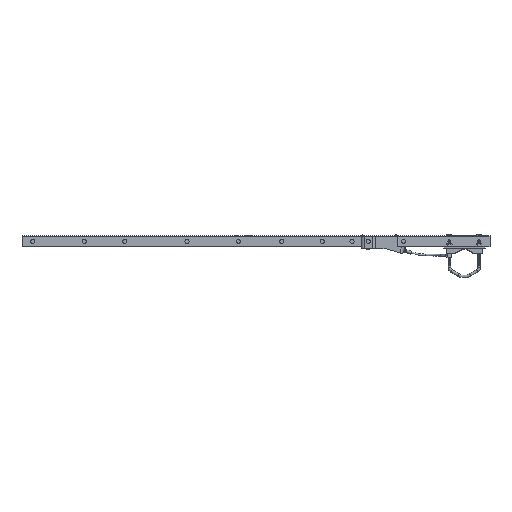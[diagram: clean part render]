
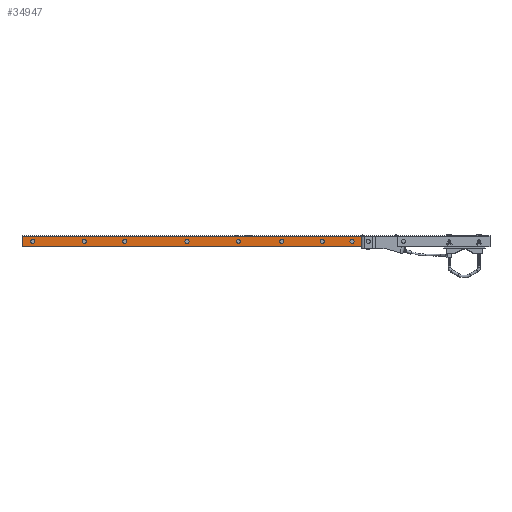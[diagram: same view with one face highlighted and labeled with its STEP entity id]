
A CAD part, front view. The second image highlights one B-rep face of the part: STEP entity #34947.
In plain terms, the highlighted planar face has unit normal (0, -1, 0).
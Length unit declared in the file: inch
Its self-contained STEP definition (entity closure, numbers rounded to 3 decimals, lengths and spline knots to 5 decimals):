
#386 = AXIS2_PLACEMENT_3D ( 'NONE', #29007, #10177, #32135 ) ;
#577 = FACE_BOUND ( 'NONE', #12345, .T. ) ;
#637 = DIRECTION ( 'NONE',  ( 0., 0., -1. ) ) ;
#1240 = DIRECTION ( 'NONE',  ( 0., 0., -1. ) ) ;
#1299 = ORIENTED_EDGE ( 'NONE', *, *, #2636, .F. ) ;
#1543 = FACE_BOUND ( 'NONE', #22627, .T. ) ;
#1838 = DIRECTION ( 'NONE',  ( 0., 0., -1. ) ) ;
#1918 = CARTESIAN_POINT ( 'NONE',  ( -11.9025, -0.5, -0.5 ) ) ;
#2201 = DIRECTION ( 'NONE',  ( 0., 0., -1. ) ) ;
#2450 = CARTESIAN_POINT ( 'NONE',  ( -33.75, -0.5, 0. ) ) ;
#2636 = EDGE_CURVE ( 'NONE', #23893, #23893, #9386, .T. ) ;
#2857 = PLANE ( 'NONE',  #4645 ) ;
#2906 = ORIENTED_EDGE ( 'NONE', *, *, #20755, .T. ) ;
#3101 = CARTESIAN_POINT ( 'NONE',  ( -11.9025, -0.5, 0.49 ) ) ;
#3890 = VERTEX_POINT ( 'NONE', #1918 ) ;
#3893 = CARTESIAN_POINT ( 'NONE',  ( -23.25, -0.5, -0.191 ) ) ;
#4204 = DIRECTION ( 'NONE',  ( 0., -1., 0. ) ) ;
#4572 = EDGE_LOOP ( 'NONE', ( #30040 ) ) ;
#4645 = AXIS2_PLACEMENT_3D ( 'NONE', #15673, #37680, #18896 ) ;
#4955 = CARTESIAN_POINT ( 'NONE',  ( -19.25, -0.5, -0.191 ) ) ;
#5219 = EDGE_LOOP ( 'NONE', ( #32356 ) ) ;
#5511 = DIRECTION ( 'NONE',  ( 0., 0., -1. ) ) ;
#5698 = EDGE_LOOP ( 'NONE', ( #1299 ) ) ;
#7760 = FACE_OUTER_BOUND ( 'NONE', #18806, .T. ) ;
#8563 = VERTEX_POINT ( 'NONE', #29756 ) ;
#8704 = FACE_BOUND ( 'NONE', #26269, .T. ) ;
#9090 = VECTOR ( 'NONE', #24251, 39.37008 ) ;
#9360 = LINE ( 'NONE', #20676, #33465 ) ;
#9386 = CIRCLE ( 'NONE', #386, 0.191 ) ;
#9622 = VERTEX_POINT ( 'NONE', #3101 ) ;
#9801 = EDGE_CURVE ( 'NONE', #12960, #12960, #26419, .T. ) ;
#10091 = LINE ( 'NONE', #14756, #9090 ) ;
#10177 = DIRECTION ( 'NONE',  ( 0., -1., 0. ) ) ;
#10319 = CARTESIAN_POINT ( 'NONE',  ( -43.25, -0.5, -0.5 ) ) ;
#11721 = ORIENTED_EDGE ( 'NONE', *, *, #18354, .F. ) ;
#12345 = EDGE_LOOP ( 'NONE', ( #23885 ) ) ;
#12434 = CIRCLE ( 'NONE', #28594, 0.191 ) ;
#12960 = VERTEX_POINT ( 'NONE', #29210 ) ;
#13047 = EDGE_CURVE ( 'NONE', #32681, #32681, #12434, .T. ) ;
#13329 = VERTEX_POINT ( 'NONE', #28634 ) ;
#13481 = AXIS2_PLACEMENT_3D ( 'NONE', #22904, #4204, #26066 ) ;
#13808 = CIRCLE ( 'NONE', #23866, 0.191 ) ;
#14019 = AXIS2_PLACEMENT_3D ( 'NONE', #35938, #17086, #39028 ) ;
#14619 = ORIENTED_EDGE ( 'NONE', *, *, #26752, .T. ) ;
#14756 = CARTESIAN_POINT ( 'NONE',  ( -43.25, -0.5, -0.5 ) ) ;
#14779 = CARTESIAN_POINT ( 'NONE',  ( -23.25, -0.5, 0. ) ) ;
#14827 = CARTESIAN_POINT ( 'NONE',  ( -15.5, -0.5, -0.191 ) ) ;
#15131 = CARTESIAN_POINT ( 'NONE',  ( -42.25, -0.5, -0.191 ) ) ;
#15215 = ORIENTED_EDGE ( 'NONE', *, *, #33369, .T. ) ;
#15418 = CIRCLE ( 'NONE', #39512, 0.191 ) ;
#15497 = CARTESIAN_POINT ( 'NONE',  ( -15.5, -0.5, 0. ) ) ;
#15673 = CARTESIAN_POINT ( 'NONE',  ( -43.25, -0.5, -0.5 ) ) ;
#15998 = FACE_BOUND ( 'NONE', #5698, .T. ) ;
#16109 = ORIENTED_EDGE ( 'NONE', *, *, #13047, .F. ) ;
#16725 = ORIENTED_EDGE ( 'NONE', *, *, #38528, .F. ) ;
#17086 = DIRECTION ( 'NONE',  ( 0., -1., 0. ) ) ;
#17129 = EDGE_CURVE ( 'NONE', #8563, #8563, #15418, .T. ) ;
#17687 = CIRCLE ( 'NONE', #31220, 0.191 ) ;
#17967 = DIRECTION ( 'NONE',  ( 0., 0., -1. ) ) ;
#18354 = EDGE_CURVE ( 'NONE', #20327, #20327, #17687, .T. ) ;
#18719 = DIRECTION ( 'NONE',  ( 0., 0., -1. ) ) ;
#18806 = EDGE_LOOP ( 'NONE', ( #16725, #15215, #27843, #2906 ) ) ;
#18896 = DIRECTION ( 'NONE',  ( 0., 0., -1. ) ) ;
#19823 = DIRECTION ( 'NONE',  ( 0., 1., 0. ) ) ;
#20327 = VERTEX_POINT ( 'NONE', #4955 ) ;
#20425 = DIRECTION ( 'NONE',  ( 0., -1., 0. ) ) ;
#20676 = CARTESIAN_POINT ( 'NONE',  ( -11.9025, -0.5, -0.5 ) ) ;
#20755 = EDGE_CURVE ( 'NONE', #32204, #3890, #10091, .T. ) ;
#21234 = VERTEX_POINT ( 'NONE', #35372 ) ;
#21479 = EDGE_CURVE ( 'NONE', #25195, #25195, #13808, .T. ) ;
#21983 = CIRCLE ( 'NONE', #31788, 0.191 ) ;
#22102 = EDGE_LOOP ( 'NONE', ( #11721 ) ) ;
#22276 = LINE ( 'NONE', #28299, #38942 ) ;
#22318 = CARTESIAN_POINT ( 'NONE',  ( -43.25, -0.5, 0.49 ) ) ;
#22627 = EDGE_LOOP ( 'NONE', ( #16109 ) ) ;
#22904 = CARTESIAN_POINT ( 'NONE',  ( -28., -0.5, 0. ) ) ;
#23866 = AXIS2_PLACEMENT_3D ( 'NONE', #15497, #37506, #18719 ) ;
#23885 = ORIENTED_EDGE ( 'NONE', *, *, #24462, .F. ) ;
#23893 = VERTEX_POINT ( 'NONE', #15131 ) ;
#24203 = DIRECTION ( 'NONE',  ( 0., -1., 0. ) ) ;
#24251 = DIRECTION ( 'NONE',  ( 1., 0., 0. ) ) ;
#24393 = FACE_BOUND ( 'NONE', #5219, .T. ) ;
#24462 = EDGE_CURVE ( 'NONE', #13329, #13329, #35399, .T. ) ;
#25195 = VERTEX_POINT ( 'NONE', #14827 ) ;
#25377 = FACE_BOUND ( 'NONE', #22102, .T. ) ;
#25457 = DIRECTION ( 'NONE',  ( -1., 0., 0. ) ) ;
#26000 = EDGE_CURVE ( 'NONE', #38977, #32204, #22276, .T. ) ;
#26066 = DIRECTION ( 'NONE',  ( 0., 0., -1. ) ) ;
#26269 = EDGE_LOOP ( 'NONE', ( #14619 ) ) ;
#26419 = CIRCLE ( 'NONE', #14019, 0.191 ) ;
#26752 = EDGE_CURVE ( 'NONE', #21234, #21234, #21983, .T. ) ;
#27685 = LINE ( 'NONE', #22318, #35070 ) ;
#27843 = ORIENTED_EDGE ( 'NONE', *, *, #26000, .T. ) ;
#28299 = CARTESIAN_POINT ( 'NONE',  ( -43.25, -0.5, -0.5 ) ) ;
#28594 = AXIS2_PLACEMENT_3D ( 'NONE', #14779, #36779, #17967 ) ;
#28634 = CARTESIAN_POINT ( 'NONE',  ( -28., -0.5, -0.191 ) ) ;
#28923 = CARTESIAN_POINT ( 'NONE',  ( -43.25, -0.5, 0.49 ) ) ;
#29007 = CARTESIAN_POINT ( 'NONE',  ( -42.25, -0.5, 0. ) ) ;
#29210 = CARTESIAN_POINT ( 'NONE',  ( -37.5, -0.5, -0.191 ) ) ;
#29756 = CARTESIAN_POINT ( 'NONE',  ( -33.75, -0.5, -0.191 ) ) ;
#30040 = ORIENTED_EDGE ( 'NONE', *, *, #17129, .F. ) ;
#31220 = AXIS2_PLACEMENT_3D ( 'NONE', #39189, #20425, #1838 ) ;
#31788 = AXIS2_PLACEMENT_3D ( 'NONE', #38603, #19823, #1240 ) ;
#32135 = DIRECTION ( 'NONE',  ( 0., 0., -1. ) ) ;
#32204 = VERTEX_POINT ( 'NONE', #10319 ) ;
#32356 = ORIENTED_EDGE ( 'NONE', *, *, #9801, .F. ) ;
#32681 = VERTEX_POINT ( 'NONE', #3893 ) ;
#32789 = FACE_BOUND ( 'NONE', #4572, .T. ) ;
#33369 = EDGE_CURVE ( 'NONE', #9622, #38977, #27685, .T. ) ;
#33465 = VECTOR ( 'NONE', #2201, 39.37008 ) ;
#34787 = FACE_BOUND ( 'NONE', #37478, .T. ) ;
#34947 = ADVANCED_FACE ( 'NONE', ( #8704, #34787, #25377, #1543, #577, #32789, #24393, #15998, #7760 ), #2857, .T. ) ;
#35070 = VECTOR ( 'NONE', #25457, 39.37008 ) ;
#35372 = CARTESIAN_POINT ( 'NONE',  ( -12.75, -0.5, -0.191 ) ) ;
#35399 = CIRCLE ( 'NONE', #13481, 0.191 ) ;
#35938 = CARTESIAN_POINT ( 'NONE',  ( -37.5, -0.5, 0. ) ) ;
#36396 = ORIENTED_EDGE ( 'NONE', *, *, #21479, .F. ) ;
#36779 = DIRECTION ( 'NONE',  ( 0., -1., 0. ) ) ;
#37478 = EDGE_LOOP ( 'NONE', ( #36396 ) ) ;
#37506 = DIRECTION ( 'NONE',  ( 0., -1., 0. ) ) ;
#37680 = DIRECTION ( 'NONE',  ( 0., -1., 0. ) ) ;
#38528 = EDGE_CURVE ( 'NONE', #9622, #3890, #9360, .T. ) ;
#38603 = CARTESIAN_POINT ( 'NONE',  ( -12.75, -0.5, 0. ) ) ;
#38942 = VECTOR ( 'NONE', #637, 39.37008 ) ;
#38977 = VERTEX_POINT ( 'NONE', #28923 ) ;
#39028 = DIRECTION ( 'NONE',  ( 0., 0., -1. ) ) ;
#39189 = CARTESIAN_POINT ( 'NONE',  ( -19.25, -0.5, 0. ) ) ;
#39512 = AXIS2_PLACEMENT_3D ( 'NONE', #2450, #24203, #5511 ) ;
